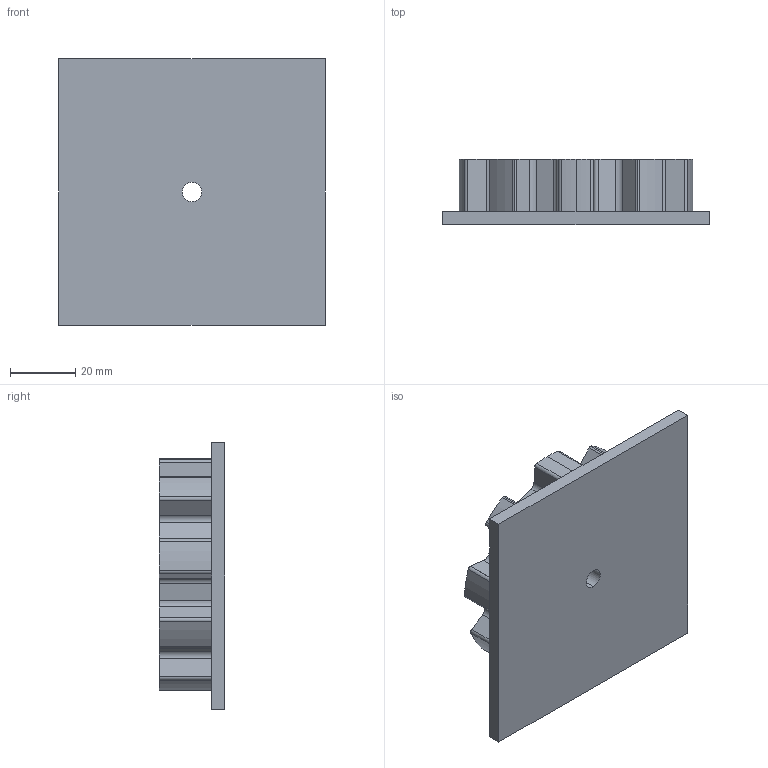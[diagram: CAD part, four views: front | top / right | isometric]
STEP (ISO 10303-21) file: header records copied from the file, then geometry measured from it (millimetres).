
FILE_DESCRIPTION (( 'STEP AP214' ), '1' );
FILE_NAME ('VP3.STEP', '2020-02-24T15:23:24', ( '' ), ( '' ), 'SwSTEP 2.0', 'SolidWorks 2019', '' );
FILE_SCHEMA (( 'AUTOMOTIVE_DESIGN' ));
Length unit declared in the file: millimetre
Products named in the file (1): VP3
Bounding box: 82 x 20 x 82 mm (x, y, z)
Volume: 73200.7 mm3; surface area: 21725 mm2
Topology: 1 solids, 1 shells, 127 faces, 360 edges, 240 vertices
Faces by surface type: cylinder 81, plane 46
Entity records: 4234 total; most frequent: DIRECTION 778, CARTESIAN_POINT 728, ORIENTED_EDGE 720, EDGE_CURVE 360, AXIS2_PLACEMENT_3D 290, VERTEX_POINT 240, LINE 198, VECTOR 198
